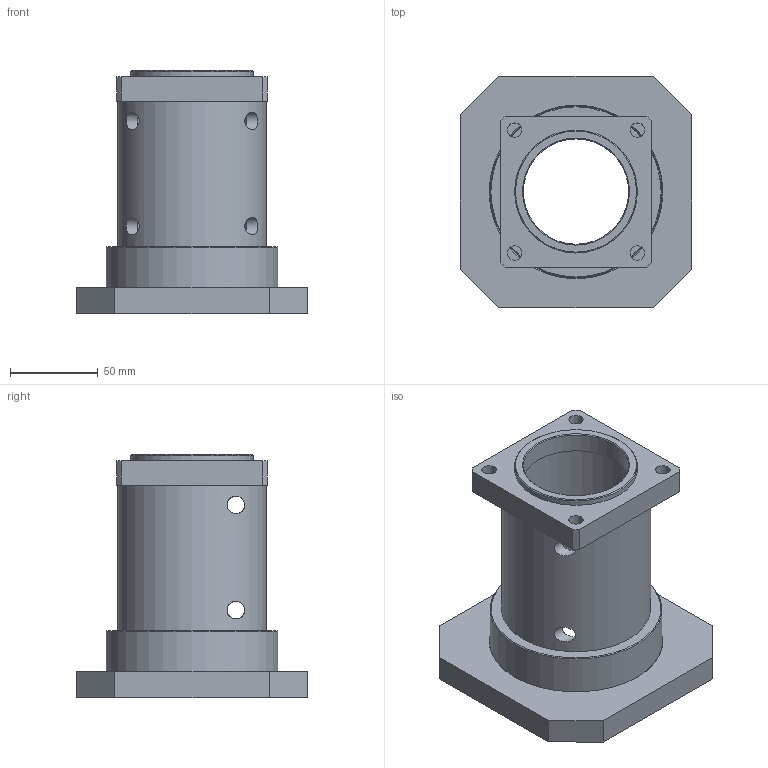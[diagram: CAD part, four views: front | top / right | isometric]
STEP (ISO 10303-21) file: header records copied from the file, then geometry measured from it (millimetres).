
FILE_DESCRIPTION(/* description */ (''),/* implementation_level */ '2;1');
FILE_NAME(/* name */ 'VK MTJ110 132 X 132 GESM2838.stp',/* time_stamp */ '2015-08-24T08:29:47+01:00',/* author */ ('Hypex'),/* organization */ ('Hypex'),/* preprocessor_version */ 'ST-DEVELOPER v15.2',/* originating_system */ 'Autodesk Inventor 2014',/* authorisation */ '');
FILE_SCHEMA (('AUTOMOTIVE_DESIGN { 1 0 10303 214 3 1 1 }'));
Length unit declared in the file: millimetre
Products named in the file (1): VK MTJ110 132 X 132 GESM2838
Bounding box: 132 x 132 x 138.5 mm (x, y, z)
Volume: 422802.3 mm3; surface area: 107050.7 mm2
Topology: 1 solids, 6 shells, 55 faces, 128 edges, 85 vertices
Faces by surface type: plane 24, cylinder 22, cone 9
Full cylindrical faces by diameter (mm): 4.917 x4, 8.2 x4, 10 x4, 60 x1, 70 x1, 74 x1, 85 x1, 98 x2
Entity records: 1702 total; most frequent: CARTESIAN_POINT 498, DIRECTION 234, ORIENTED_EDGE 178, EDGE_LOOP 102, AXIS2_PLACEMENT_3D 97, EDGE_CURVE 89, VERTEX_POINT 73, STYLED_ITEM 56
